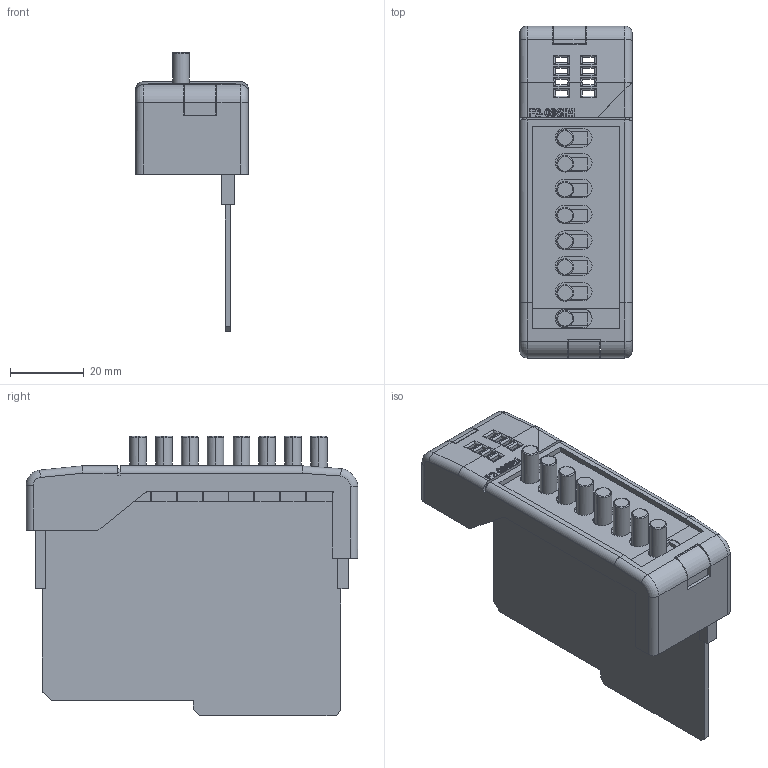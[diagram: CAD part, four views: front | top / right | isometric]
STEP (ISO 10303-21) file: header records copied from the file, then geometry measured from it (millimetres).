
FILE_DESCRIPTION (( 'STEP AP214' ), '1' );
FILE_NAME ('F2-SIM_ModuleCase_light_NEW.STEP', '2011-02-03T15:14:31', ( ' ' ), ( ' ' ), 'SwSTEP 2.0', 'SolidWorks 2009', '' );
FILE_SCHEMA (( 'AUTOMOTIVE_DESIGN' ));
Length unit declared in the file: millimetre
Products named in the file (1): F2-SIM_ModuleCase_light_NEW
Bounding box: 30.55 x 90 x 75.72 mm (x, y, z)
Volume: 25166.1 mm3; surface area: 32969.2 mm2
Topology: 10 solids, 10 shells, 533 faces, 1524 edges, 980 vertices
Faces by surface type: plane 333, cylinder 121, bspline 54, torus 25
Entity records: 25681 total; most frequent: CARTESIAN_POINT 6516, ORIENTED_EDGE 3048, DIRECTION 2531, EDGE_CURVE 1524, VECTOR 1093, LINE 1093, VERTEX_POINT 980, AXIS2_PLACEMENT_3D 719
